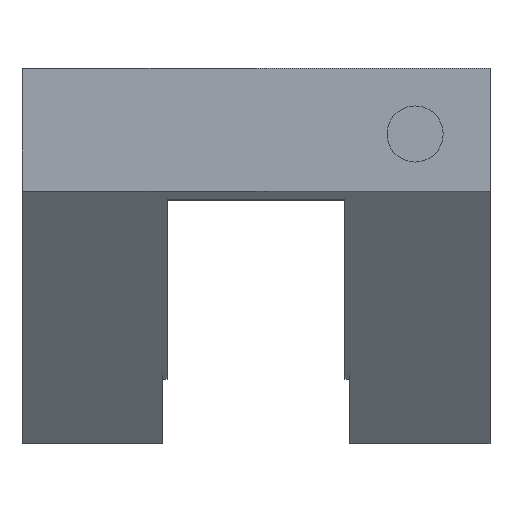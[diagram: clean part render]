
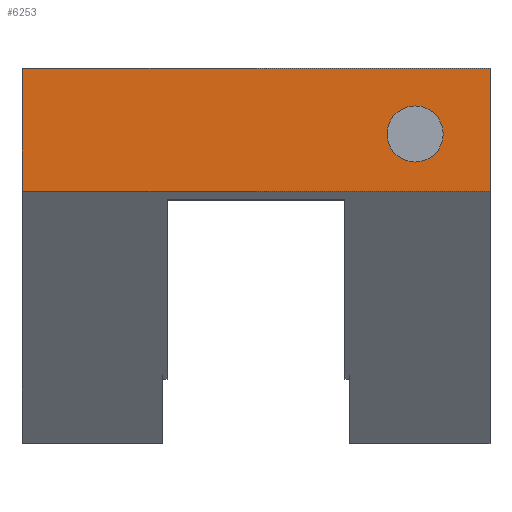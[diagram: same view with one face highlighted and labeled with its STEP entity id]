
A CAD part, top view. The second image highlights one B-rep face of the part: STEP entity #6253.
In plain terms, the highlighted planar face has unit normal (0, 0, 1).
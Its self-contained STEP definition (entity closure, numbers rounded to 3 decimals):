
#3573 = PLANE('',#3574);
#3574 = AXIS2_PLACEMENT_3D('',#3575,#3576,#3577);
#3575 = CARTESIAN_POINT('',(-12.5,-20.,5.));
#3576 = DIRECTION('',(1.,0.,0.));
#3577 = DIRECTION('',(0.,0.,1.));
#3678 = VERTEX_POINT('',#3679);
#3679 = CARTESIAN_POINT('',(-12.5,0.,40.));
#3693 = PLANE('',#3694);
#3694 = AXIS2_PLACEMENT_3D('',#3695,#3696,#3697);
#3695 = CARTESIAN_POINT('',(-12.5,0.,5.));
#3696 = DIRECTION('',(0.,1.,0.));
#3697 = DIRECTION('',(0.,0.,1.));
#3705 = EDGE_CURVE('',#3706,#3678,#3708,.T.);
#3706 = VERTEX_POINT('',#3707);
#3707 = CARTESIAN_POINT('',(-12.5,-6.561,40.));
#3708 = SURFACE_CURVE('',#3709,(#3713,#3720),.PCURVE_S1.);
#3709 = LINE('',#3710,#3711);
#3710 = CARTESIAN_POINT('',(-12.5,-20.,40.));
#3711 = VECTOR('',#3712,1.);
#3712 = DIRECTION('',(0.,1.,0.));
#3713 = PCURVE('',#3573,#3714);
#3714 = DEFINITIONAL_REPRESENTATION('',(#3715),#3719);
#3715 = LINE('',#3716,#3717);
#3716 = CARTESIAN_POINT('',(35.,0.));
#3717 = VECTOR('',#3718,1.);
#3718 = DIRECTION('',(0.,-1.));
#3719 = ( GEOMETRIC_REPRESENTATION_CONTEXT(2) 
PARAMETRIC_REPRESENTATION_CONTEXT() REPRESENTATION_CONTEXT('2D SPACE',''
  ) );
#3720 = PCURVE('',#3721,#3726);
#3721 = PLANE('',#3722);
#3722 = AXIS2_PLACEMENT_3D('',#3723,#3724,#3725);
#3723 = CARTESIAN_POINT('',(-12.5,-20.,40.));
#3724 = DIRECTION('',(0.,0.,1.));
#3725 = DIRECTION('',(1.,0.,0.));
#3726 = DEFINITIONAL_REPRESENTATION('',(#3727),#3731);
#3727 = LINE('',#3728,#3729);
#3728 = CARTESIAN_POINT('',(0.,0.));
#3729 = VECTOR('',#3730,1.);
#3730 = DIRECTION('',(0.,1.));
#3731 = ( GEOMETRIC_REPRESENTATION_CONTEXT(2) 
PARAMETRIC_REPRESENTATION_CONTEXT() REPRESENTATION_CONTEXT('2D SPACE',''
  ) );
#3746 = PLANE('',#3747);
#3747 = AXIS2_PLACEMENT_3D('',#3748,#3749,#3750);
#3748 = CARTESIAN_POINT('',(-15.,-20.,29.5));
#3749 = DIRECTION('',(0.,-0.616,0.788));
#3750 = DIRECTION('',(1.,0.,0.));
#5863 = EDGE_CURVE('',#3706,#5864,#5866,.T.);
#5864 = VERTEX_POINT('',#5865);
#5865 = CARTESIAN_POINT('',(12.5,-6.561,40.));
#5866 = SURFACE_CURVE('',#5867,(#5871,#5877),.PCURVE_S1.);
#5867 = LINE('',#5868,#5869);
#5868 = CARTESIAN_POINT('',(-13.75,-6.561,40.));
#5869 = VECTOR('',#5870,1.);
#5870 = DIRECTION('',(1.,0.,0.));
#5871 = PCURVE('',#3746,#5872);
#5872 = DEFINITIONAL_REPRESENTATION('',(#5873),#5876);
#5873 = B_SPLINE_CURVE_WITH_KNOTS('',1,(#5874,#5875),.UNSPECIFIED.,.F.,
  .F.,(2,2),(-1.25,28.75),.PIECEWISE_BEZIER_KNOTS.);
#5874 = CARTESIAN_POINT('',(0.,17.055));
#5875 = CARTESIAN_POINT('',(30.,17.055));
#5876 = ( GEOMETRIC_REPRESENTATION_CONTEXT(2) 
PARAMETRIC_REPRESENTATION_CONTEXT() REPRESENTATION_CONTEXT('2D SPACE',''
  ) );
#5877 = PCURVE('',#3721,#5878);
#5878 = DEFINITIONAL_REPRESENTATION('',(#5879),#5882);
#5879 = B_SPLINE_CURVE_WITH_KNOTS('',1,(#5880,#5881),.UNSPECIFIED.,.F.,
  .F.,(2,2),(-1.25,28.75),.PIECEWISE_BEZIER_KNOTS.);
#5880 = CARTESIAN_POINT('',(-2.5,13.439));
#5881 = CARTESIAN_POINT('',(27.5,13.439));
#5882 = ( GEOMETRIC_REPRESENTATION_CONTEXT(2) 
PARAMETRIC_REPRESENTATION_CONTEXT() REPRESENTATION_CONTEXT('2D SPACE',''
  ) );
#6099 = PLANE('',#6100);
#6100 = AXIS2_PLACEMENT_3D('',#6101,#6102,#6103);
#6101 = CARTESIAN_POINT('',(12.5,-20.,5.));
#6102 = DIRECTION('',(1.,0.,0.));
#6103 = DIRECTION('',(0.,0.,1.));
#6253 = ADVANCED_FACE('',(#6254,#6302),#3721,.T.);
#6254 = FACE_BOUND('',#6255,.T.);
#6255 = EDGE_LOOP('',(#6256,#6257,#6258,#6281));
#6256 = ORIENTED_EDGE('',*,*,#3705,.F.);
#6257 = ORIENTED_EDGE('',*,*,#5863,.T.);
#6258 = ORIENTED_EDGE('',*,*,#6259,.T.);
#6259 = EDGE_CURVE('',#5864,#6260,#6262,.T.);
#6260 = VERTEX_POINT('',#6261);
#6261 = CARTESIAN_POINT('',(12.5,0.,40.));
#6262 = SURFACE_CURVE('',#6263,(#6267,#6274),.PCURVE_S1.);
#6263 = LINE('',#6264,#6265);
#6264 = CARTESIAN_POINT('',(12.5,-20.,40.));
#6265 = VECTOR('',#6266,1.);
#6266 = DIRECTION('',(0.,1.,0.));
#6267 = PCURVE('',#3721,#6268);
#6268 = DEFINITIONAL_REPRESENTATION('',(#6269),#6273);
#6269 = LINE('',#6270,#6271);
#6270 = CARTESIAN_POINT('',(25.,0.));
#6271 = VECTOR('',#6272,1.);
#6272 = DIRECTION('',(0.,1.));
#6273 = ( GEOMETRIC_REPRESENTATION_CONTEXT(2) 
PARAMETRIC_REPRESENTATION_CONTEXT() REPRESENTATION_CONTEXT('2D SPACE',''
  ) );
#6274 = PCURVE('',#6099,#6275);
#6275 = DEFINITIONAL_REPRESENTATION('',(#6276),#6280);
#6276 = LINE('',#6277,#6278);
#6277 = CARTESIAN_POINT('',(35.,0.));
#6278 = VECTOR('',#6279,1.);
#6279 = DIRECTION('',(0.,-1.));
#6280 = ( GEOMETRIC_REPRESENTATION_CONTEXT(2) 
PARAMETRIC_REPRESENTATION_CONTEXT() REPRESENTATION_CONTEXT('2D SPACE',''
  ) );
#6281 = ORIENTED_EDGE('',*,*,#6282,.F.);
#6282 = EDGE_CURVE('',#3678,#6260,#6283,.T.);
#6283 = SURFACE_CURVE('',#6284,(#6288,#6295),.PCURVE_S1.);
#6284 = LINE('',#6285,#6286);
#6285 = CARTESIAN_POINT('',(-12.5,0.,40.));
#6286 = VECTOR('',#6287,1.);
#6287 = DIRECTION('',(1.,0.,0.));
#6288 = PCURVE('',#3721,#6289);
#6289 = DEFINITIONAL_REPRESENTATION('',(#6290),#6294);
#6290 = LINE('',#6291,#6292);
#6291 = CARTESIAN_POINT('',(0.,20.));
#6292 = VECTOR('',#6293,1.);
#6293 = DIRECTION('',(1.,0.));
#6294 = ( GEOMETRIC_REPRESENTATION_CONTEXT(2) 
PARAMETRIC_REPRESENTATION_CONTEXT() REPRESENTATION_CONTEXT('2D SPACE',''
  ) );
#6295 = PCURVE('',#3693,#6296);
#6296 = DEFINITIONAL_REPRESENTATION('',(#6297),#6301);
#6297 = LINE('',#6298,#6299);
#6298 = CARTESIAN_POINT('',(35.,0.));
#6299 = VECTOR('',#6300,1.);
#6300 = DIRECTION('',(0.,1.));
#6301 = ( GEOMETRIC_REPRESENTATION_CONTEXT(2) 
PARAMETRIC_REPRESENTATION_CONTEXT() REPRESENTATION_CONTEXT('2D SPACE',''
  ) );
#6302 = FACE_BOUND('',#6303,.T.);
#6303 = EDGE_LOOP('',(#6304));
#6304 = ORIENTED_EDGE('',*,*,#6305,.F.);
#6305 = EDGE_CURVE('',#6306,#6306,#6308,.T.);
#6306 = VERTEX_POINT('',#6307);
#6307 = CARTESIAN_POINT('',(10.,-3.5,40.));
#6308 = SURFACE_CURVE('',#6309,(#6314,#6321),.PCURVE_S1.);
#6309 = CIRCLE('',#6310,1.5);
#6310 = AXIS2_PLACEMENT_3D('',#6311,#6312,#6313);
#6311 = CARTESIAN_POINT('',(8.5,-3.5,40.));
#6312 = DIRECTION('',(0.,0.,1.));
#6313 = DIRECTION('',(1.,0.,0.));
#6314 = PCURVE('',#3721,#6315);
#6315 = DEFINITIONAL_REPRESENTATION('',(#6316),#6320);
#6316 = CIRCLE('',#6317,1.5);
#6317 = AXIS2_PLACEMENT_2D('',#6318,#6319);
#6318 = CARTESIAN_POINT('',(21.,16.5));
#6319 = DIRECTION('',(1.,0.));
#6320 = ( GEOMETRIC_REPRESENTATION_CONTEXT(2) 
PARAMETRIC_REPRESENTATION_CONTEXT() REPRESENTATION_CONTEXT('2D SPACE',''
  ) );
#6321 = PCURVE('',#6322,#6327);
#6322 = CYLINDRICAL_SURFACE('',#6323,1.5);
#6323 = AXIS2_PLACEMENT_3D('',#6324,#6325,#6326);
#6324 = CARTESIAN_POINT('',(8.5,-3.5,39.));
#6325 = DIRECTION('',(0.,0.,1.));
#6326 = DIRECTION('',(1.,0.,0.));
#6327 = DEFINITIONAL_REPRESENTATION('',(#6328),#6332);
#6328 = LINE('',#6329,#6330);
#6329 = CARTESIAN_POINT('',(0.,1.));
#6330 = VECTOR('',#6331,1.);
#6331 = DIRECTION('',(1.,0.));
#6332 = ( GEOMETRIC_REPRESENTATION_CONTEXT(2) 
PARAMETRIC_REPRESENTATION_CONTEXT() REPRESENTATION_CONTEXT('2D SPACE',''
  ) );
